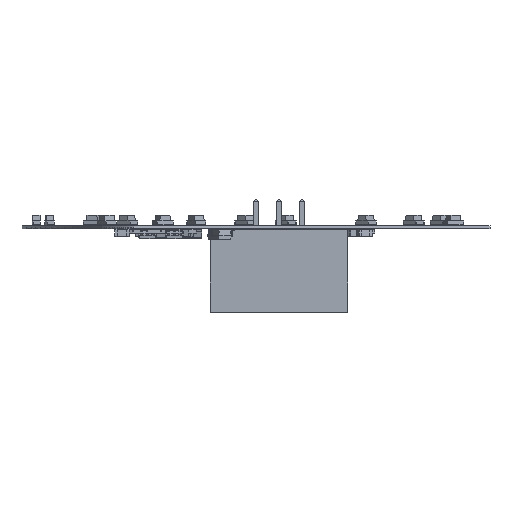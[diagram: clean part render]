
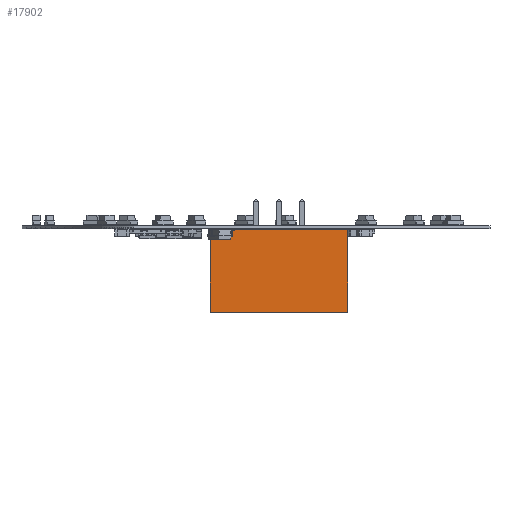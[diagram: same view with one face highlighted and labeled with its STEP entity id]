
A CAD part, front view. The second image highlights one B-rep face of the part: STEP entity #17902.
In plain terms, the highlighted face is planar.
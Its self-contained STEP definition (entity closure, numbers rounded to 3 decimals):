
#17741 = VERTEX_POINT('',#17742);
#17742 = CARTESIAN_POINT('',(-5.07,5.67,0.));
#17748 = EDGE_CURVE('',#17741,#17749,#17751,.T.);
#17749 = VERTEX_POINT('',#17750);
#17750 = CARTESIAN_POINT('',(-5.07,5.67,9.2));
#17751 = LINE('',#17752,#17753);
#17752 = CARTESIAN_POINT('',(-5.07,5.67,0.));
#17753 = VECTOR('',#17754,1.);
#17754 = DIRECTION('',(0.,0.,1.));
#17825 = EDGE_CURVE('',#17749,#17826,#17828,.T.);
#17826 = VERTEX_POINT('',#17827);
#17827 = CARTESIAN_POINT('',(10.15,5.67,9.2));
#17828 = LINE('',#17829,#17830);
#17829 = CARTESIAN_POINT('',(-5.07,5.67,9.2));
#17830 = VECTOR('',#17831,1.);
#17831 = DIRECTION('',(1.,0.,0.));
#17902 = ADVANCED_FACE('',(#17903),#17921,.T.);
#17903 = FACE_BOUND('',#17904,.T.);
#17904 = EDGE_LOOP('',(#17905,#17913,#17914,#17915));
#17905 = ORIENTED_EDGE('',*,*,#17906,.F.);
#17906 = EDGE_CURVE('',#17741,#17907,#17909,.T.);
#17907 = VERTEX_POINT('',#17908);
#17908 = CARTESIAN_POINT('',(10.15,5.67,0.));
#17909 = LINE('',#17910,#17911);
#17910 = CARTESIAN_POINT('',(-5.07,5.67,0.));
#17911 = VECTOR('',#17912,1.);
#17912 = DIRECTION('',(1.,0.,0.));
#17913 = ORIENTED_EDGE('',*,*,#17748,.T.);
#17914 = ORIENTED_EDGE('',*,*,#17825,.T.);
#17915 = ORIENTED_EDGE('',*,*,#17916,.F.);
#17916 = EDGE_CURVE('',#17907,#17826,#17917,.T.);
#17917 = LINE('',#17918,#17919);
#17918 = CARTESIAN_POINT('',(10.15,5.67,0.));
#17919 = VECTOR('',#17920,1.);
#17920 = DIRECTION('',(0.,0.,1.));
#17921 = PLANE('',#17922);
#17922 = AXIS2_PLACEMENT_3D('',#17923,#17924,#17925);
#17923 = CARTESIAN_POINT('',(-5.07,5.67,0.));
#17924 = DIRECTION('',(0.,1.,0.));
#17925 = DIRECTION('',(0.,-0.,1.));
